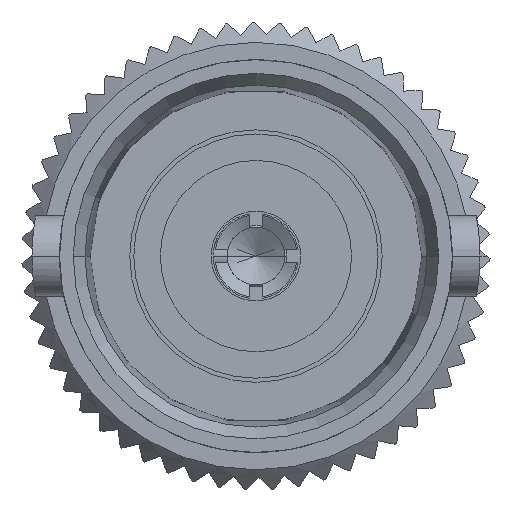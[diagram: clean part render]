
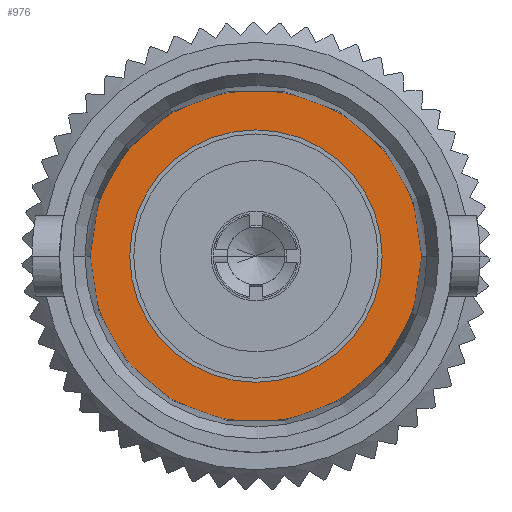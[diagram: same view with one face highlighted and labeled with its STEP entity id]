
A CAD part, left-side view. The second image highlights one B-rep face of the part: STEP entity #976.
In plain terms, the highlighted planar face has unit normal (-1, 0, 0).
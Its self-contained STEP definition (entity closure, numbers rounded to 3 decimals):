
#461=CARTESIAN_POINT('',(8.41,0.,0.));
#462=DIRECTION('',(-1.,0.,0.));
#463=DIRECTION('',(0.,1.,0.));
#464=AXIS2_PLACEMENT_3D('',#461,#462,#463);
#466=CARTESIAN_POINT('',(8.41,0.,0.));
#467=DIRECTION('',(-1.,0.,0.));
#468=DIRECTION('',(0.,-1.,0.));
#469=AXIS2_PLACEMENT_3D('',#466,#467,#468);
#471=CARTESIAN_POINT('',(8.41,0.,0.));
#472=DIRECTION('',(-1.,0.,0.));
#473=DIRECTION('',(0.,1.,0.));
#474=AXIS2_PLACEMENT_3D('',#471,#472,#473);
#476=CARTESIAN_POINT('',(8.41,0.,0.));
#477=DIRECTION('',(-1.,0.,0.));
#478=DIRECTION('',(0.,-1.,0.));
#479=AXIS2_PLACEMENT_3D('',#476,#477,#478);
#489=CARTESIAN_POINT('',(8.41,3.1,0.));
#490=CARTESIAN_POINT('',(8.41,-3.1,0.));
#491=VERTEX_POINT('',#489);
#492=VERTEX_POINT('',#490);
#501=CARTESIAN_POINT('',(8.41,4.075,0.));
#502=CARTESIAN_POINT('',(8.41,-4.075,0.));
#503=VERTEX_POINT('',#501);
#504=VERTEX_POINT('',#502);
#960=CARTESIAN_POINT('',(8.41,0.,0.));
#961=DIRECTION('',(-1.,0.,0.));
#962=DIRECTION('',(0.,1.,0.));
#963=AXIS2_PLACEMENT_3D('',#960,#961,#962);
#964=PLANE('',#963);
#966=ORIENTED_EDGE('',*,*,#965,.F.);
#967=ORIENTED_EDGE('',*,*,#950,.F.);
#968=EDGE_LOOP('',(#966,#967));
#969=FACE_OUTER_BOUND('',#968,.F.);
#971=ORIENTED_EDGE('',*,*,#970,.T.);
#973=ORIENTED_EDGE('',*,*,#972,.T.);
#974=EDGE_LOOP('',(#971,#973));
#975=FACE_BOUND('',#974,.F.);
#465=CIRCLE('',#464,3.1);
#470=CIRCLE('',#469,3.1);
#475=CIRCLE('',#474,4.075);
#480=CIRCLE('',#479,4.075);
#950=EDGE_CURVE('',#504,#503,#480,.T.);
#965=EDGE_CURVE('',#503,#504,#475,.T.);
#970=EDGE_CURVE('',#491,#492,#465,.T.);
#972=EDGE_CURVE('',#492,#491,#470,.T.);
#976=ADVANCED_FACE('',(#969,#975),#964,.T.);
